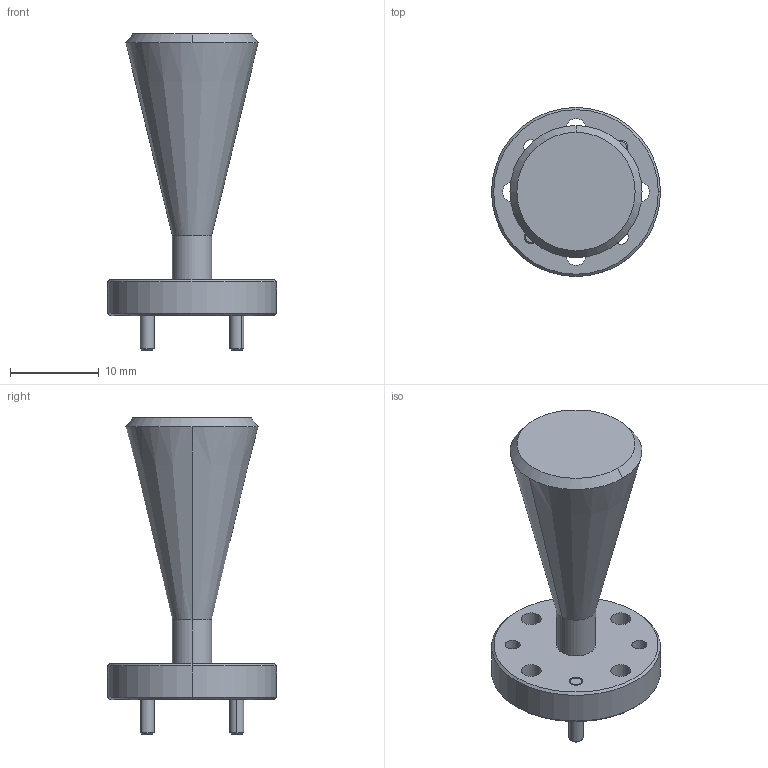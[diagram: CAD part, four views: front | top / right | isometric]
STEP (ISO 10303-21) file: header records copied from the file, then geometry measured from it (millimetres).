
FILE_DESCRIPTION (( 'STEP AP203' ), '1' );
FILE_NAME ('AC-CD2-075-A.STEP', '2022-03-10T20:07:03', ( '' ), ( '' ), 'SwSTEP 2.0', 'SolidWorks 2021', '' );
FILE_SCHEMA (( 'CONFIG_CONTROL_DESIGN' ));
Length unit declared in the file: inch
Products named in the file (1): AC-CD2-075-A
Bounding box: 19.05 x 19.05 x 35.62 mm (x, y, z)
Volume: 2974.1 mm3; surface area: 1993.2 mm2
Topology: 3 solids, 3 shells, 78 faces, 182 edges, 114 vertices
Faces by surface type: cylinder 40, cone 24, plane 14
Entity records: 2371 total; most frequent: DIRECTION 454, CARTESIAN_POINT 375, ORIENTED_EDGE 364, AXIS2_PLACEMENT_3D 193, EDGE_CURVE 182, VERTEX_POINT 114, CIRCLE 114, EDGE_LOOP 98
